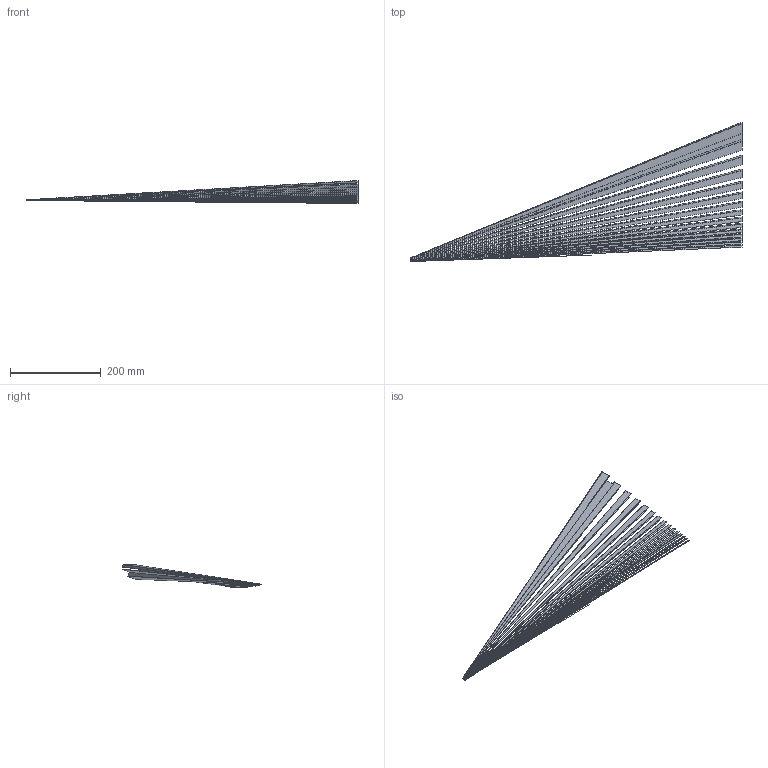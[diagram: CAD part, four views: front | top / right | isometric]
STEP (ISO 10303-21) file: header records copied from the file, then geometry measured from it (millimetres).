
FILE_DESCRIPTION(('FreeCAD Model'),'2;1');
FILE_NAME( 'block_17.step', '2021-06-02T11:45:56',('Author'),(''), 'Open CASCADE STEP processor 7.3','FreeCAD','Unknown');
FILE_SCHEMA(('AUTOMOTIVE_DESIGN { 1 0 10303 214 1 1 1 1 }'));
Length unit declared in the file: millimetre
Products named in the file (1): Part_17
Bounding box: 730 x 306.4 x 50.44 mm (x, y, z)
Volume: 46619.5 mm3; surface area: 322066.8 mm2
Topology: 10 solids, 10 shells, 223 faces, 609 edges, 406 vertices
Faces by surface type: plane 223
Entity records: 14301 total; most frequent: CARTESIAN_POINT 3060, DIRECTION 1672, LINE 1224, VECTOR 1224, ORIENTED_EDGE 1218, PCURVE 1218, DEFINITIONAL_REPRESENTATION 1218, EDGE_CURVE 609
